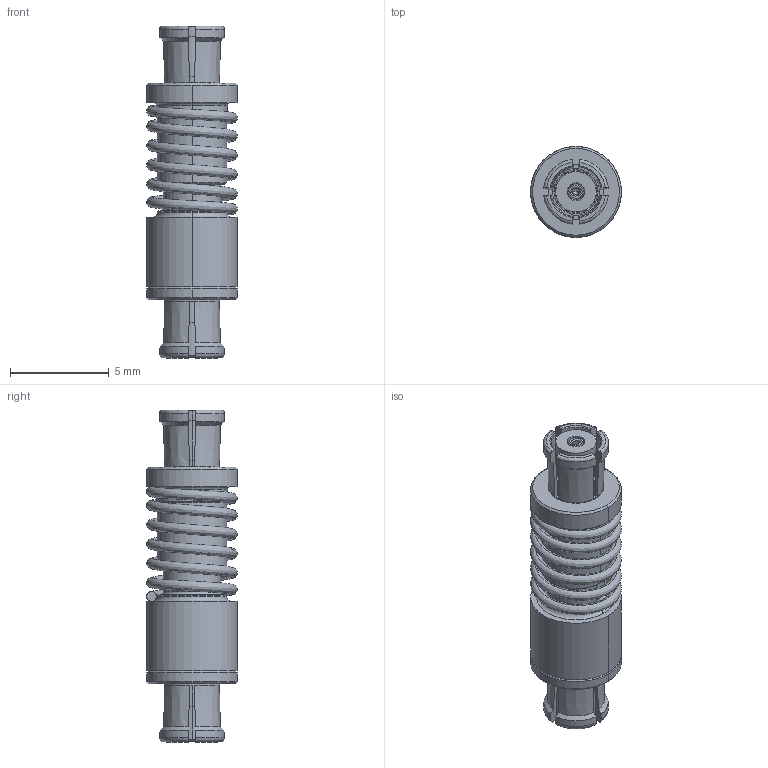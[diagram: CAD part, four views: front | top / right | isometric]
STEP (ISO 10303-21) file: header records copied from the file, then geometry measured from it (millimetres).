
FILE_DESCRIPTION (( 'STEP AP203' ), '1' );
FILE_NAME ('R222.723.150B.STEP', '2015-05-28T09:15:33', ( '' ), ( '' ), 'SwSTEP 2.0', 'SolidWorks 2014', '' );
FILE_SCHEMA (( 'CONFIG_CONTROL_DESIGN' ));
Length unit declared in the file: metre
Products named in the file (1): R222.723.150B
Bounding box: 4.6 x 4.6 x 16.82 mm (x, y, z)
Volume: 179.3 mm3; surface area: 481.4 mm2
Topology: 2 solids, 3 shells, 221 faces, 516 edges, 315 vertices
Faces by surface type: cone 70, plane 65, cylinder 54, bspline 18, torus 14
Entity records: 7826 total; most frequent: CARTESIAN_POINT 2846, DIRECTION 1038, ORIENTED_EDGE 1028, EDGE_CURVE 514, AXIS2_PLACEMENT_3D 447, VERTEX_POINT 315, CIRCLE 243, EDGE_LOOP 239
